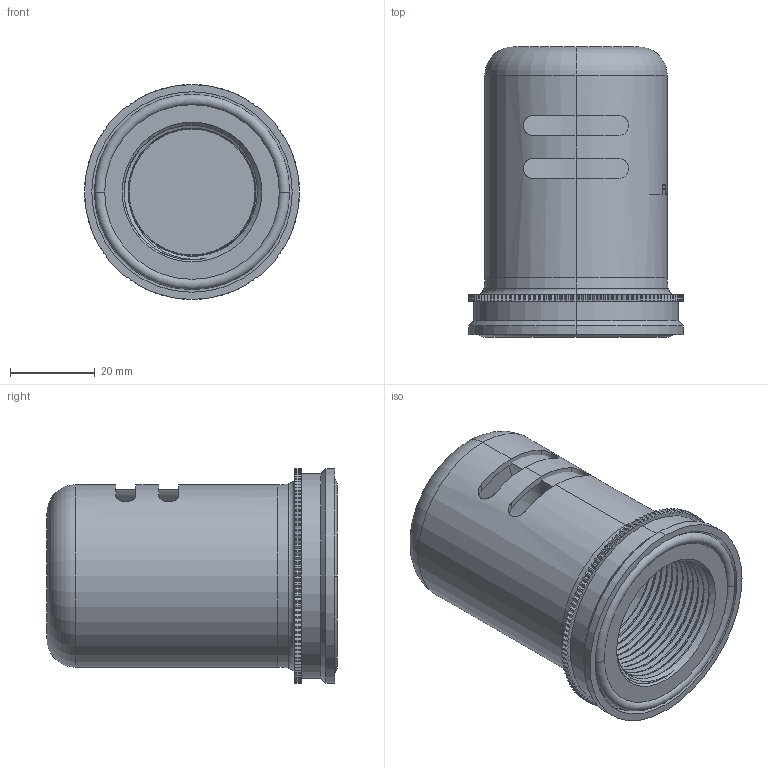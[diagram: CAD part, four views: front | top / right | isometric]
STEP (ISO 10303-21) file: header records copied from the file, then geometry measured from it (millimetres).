
FILE_DESCRIPTION((''),'2;1');
FILE_NAME('2940-5751_ASM','2017-01-19T',('rsmith'),(''),'PRO/ENGINEER BY PARAMETRIC TECHNOLOGY CORPORATION, 2013150','PRO/ENGINEER BY PARAMETRIC TECHNOLOGY CORPORATION, 2013150','');
FILE_SCHEMA(('CONFIG_CONTROL_DESIGN'));
Length unit declared in the file: inch
Products named in the file (5): 12213; 91227; 91362; 50688; 2940-5751_ASM
Assembly tree (4 placements, depth 2):
  2940-5751_ASM
    12213
    91227
    91362
    50688
Bounding box: 50.8 x 68.55 x 50.8 mm (x, y, z)
Volume: 29222.3 mm3; surface area: 42795.5 mm2
Topology: 4 solids, 7 shells, 861 faces, 2537 edges, 1689 vertices
Faces by surface type: plane 519, cylinder 294, torus 18, cone 16, bspline 14
Entity records: 33515 total; most frequent: CARTESIAN_POINT 9965, ORIENTED_EDGE 5032, DIRECTION 4820, EDGE_CURVE 2537, VECTOR 1818, LINE 1818, VERTEX_POINT 1689, AXIS2_PLACEMENT_3D 1501
